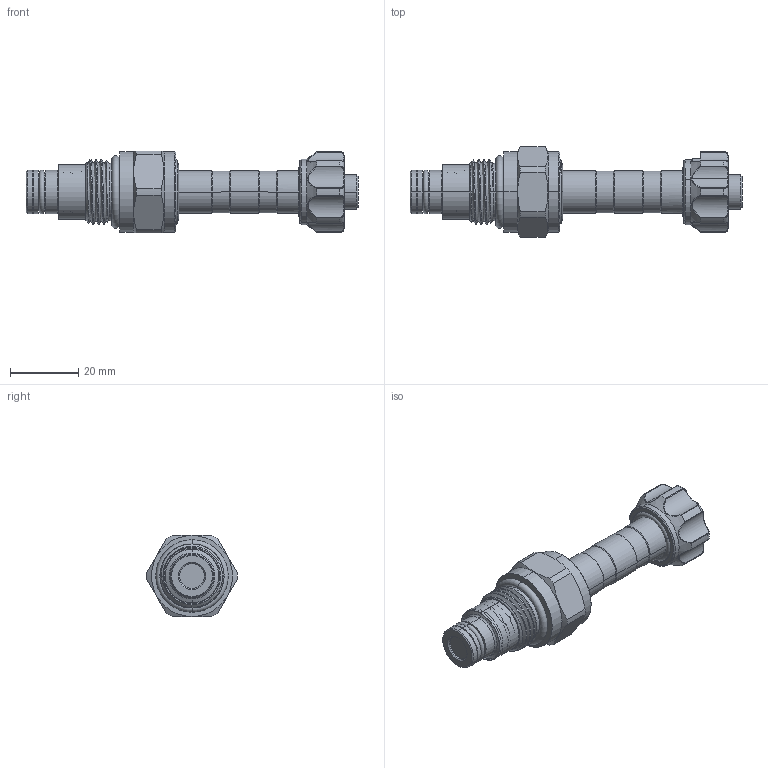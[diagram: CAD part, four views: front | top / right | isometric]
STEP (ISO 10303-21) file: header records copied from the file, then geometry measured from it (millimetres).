
FILE_DESCRIPTION (( 'STEP AP203' ), '1' );
FILE_NAME ('EP08W2A07M85.STEP', '2024-12-04T03:22:22', ( '' ), ( '' ), 'SwSTEP 2.0', 'SolidWorks 2018', '' );
FILE_SCHEMA (( 'CONFIG_CONTROL_DESIGN' ));
Length unit declared in the file: millimetre
Products named in the file (1): EP08W2A07M85
Bounding box: 97.6 x 26.66 x 24 mm (x, y, z)
Volume: 22528.6 mm3; surface area: 8214.2 mm2
Topology: 1 solids, 2 shells, 297 faces, 731 edges, 452 vertices
Faces by surface type: cylinder 134, plane 47, cone 41, bspline 38, torus 37
Entity records: 18567 total; most frequent: CARTESIAN_POINT 11765, ORIENTED_EDGE 1458, DIRECTION 1386, EDGE_CURVE 729, AXIS2_PLACEMENT_3D 594, VERTEX_POINT 452, CIRCLE 334, EDGE_LOOP 317
